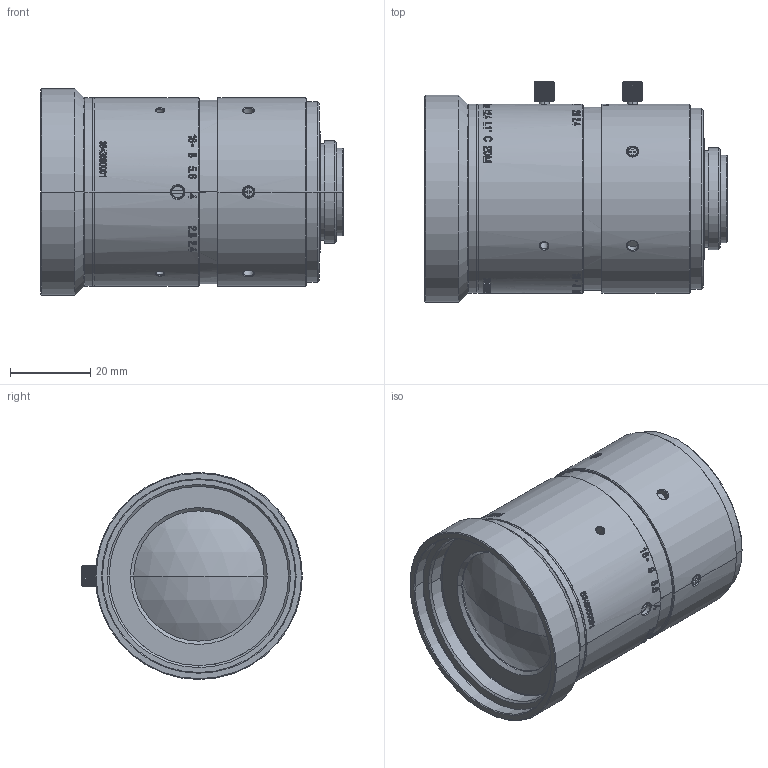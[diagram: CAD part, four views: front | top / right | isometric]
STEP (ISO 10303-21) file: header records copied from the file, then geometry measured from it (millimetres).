
FILE_DESCRIPTION (( 'STEP AP203' ), '1' );
FILE_NAME ('600144.step', '2025-04-14T08:39:22', ( 'MSI' ), ( '' ), 'SwSTEP 2.0', 'SolidWorks 2020', '' );
FILE_SCHEMA (( 'CONFIG_CONTROL_DESIGN' ));
Length unit declared in the file: millimetre
Products named in the file (24): M1_4X3__1_1.stp; I741411C_0001_1_1.stp; V330151A-622_1_1.stp; 600144; V330151A-612_1_1.stp; DZO_LA1624A_1112_ASM_5_ASM_1_ASM.stp; V330151A-000_ASM_4-172246_ASM_1_ASM.stp; V330151A-0002_1_1_1.stp; V330151A-000_ASM_4-2445_ASM_1_ASM.stp; DZO_LA1624A_1112_ASM_ASM_1_ASM.stp; V330151A-000_ASM_4-72279_ASM_1_ASM.stp; V330151A-611_3_1.stp; V330151A-604_5_1.stp; V330151A-621_1_1.stp; M2_5X60001_1_1.stp; V330151A-0002_1_ASM_1_ASM.stp; V330151A-0004_2_ASM_1_ASM.stp; V330151A-000_ASM_3_ASM_1_ASM.stp; V330151A-609_1_1.stp; 600144.stp; V330151B-608.stp; V330151A-0004_2_3_1.stp; M2_5X50001_1_1.stp; V330151A-610_3_1.stp
Assembly tree (31 placements, depth 7):
  600144
    600144.stp
      DZO_LA1624A_1112_ASM_ASM_1_ASM.stp
        DZO_LA1624A_1112_ASM_5_ASM_1_ASM.stp
          V330151A-000_ASM_4-2445_ASM_1_ASM.stp
            V330151A-0002_1_ASM_1_ASM.stp
              V330151A-0002_1_1_1.stp
            V330151A-611_3_1.stp
            V330151A-612_1_1.stp
            V330151A-610_3_1.stp
            M1_4X3__1_1.stp  x6
            V330151A-621_1_1.stp
            V330151A-622_1_1.stp
          V330151A-000_ASM_3_ASM_1_ASM.stp
            V330151A-0004_2_ASM_1_ASM.stp
              V330151A-0004_2_3_1.stp
            V330151A-604_5_1.stp
          V330151A-000_ASM_4-72279_ASM_1_ASM.stp
            V330151A-609_1_1.stp
            M1_4X3__1_1.stp  x3
            M2_5X60001_1_1.stp
          V330151A-000_ASM_4-172246_ASM_1_ASM.stp
            M2_5X50001_1_1.stp
            I741411C_0001_1_1.stp
      V330151B-608.stp
Bounding box: 75.17 x 54.9 x 51.5 mm (x, y, z)
Volume: 38462.5 mm3; surface area: 40221 mm2
Topology: 22 solids, 22 shells, 2170 faces, 5641 edges, 3667 vertices
Faces by surface type: bspline 745, plane 721, cylinder 429, cone 231, torus 36, sphere 8
Entity records: 101071 total; most frequent: CARTESIAN_POINT 55067, ORIENTED_EDGE 10262, DIRECTION 6757, EDGE_CURVE 5131, VERTEX_POINT 3347, AXIS2_PLACEMENT_3D 2363, EDGE_LOOP 2150, LINE 2031
